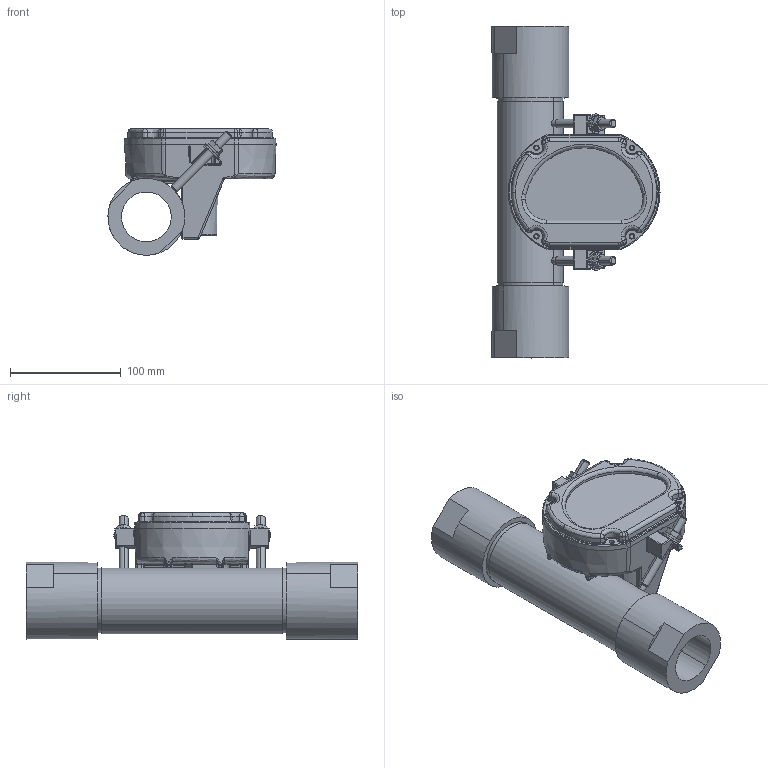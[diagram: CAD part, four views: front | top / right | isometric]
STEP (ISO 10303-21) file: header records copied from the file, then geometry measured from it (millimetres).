
FILE_DESCRIPTION (( 'STEP AP203' ), '1' );
FILE_NAME ('3809G-D-12-A-1-A-0.STEP', '2020-04-03T13:32:38', ( '' ), ( '' ), 'SwSTEP 2.0', 'SolidWorks 2019', '' );
FILE_SCHEMA (( 'CONFIG_CONTROL_DESIGN' ));
Length unit declared in the file: inch
Products named in the file (2): 3809G-D-12-A-1-A-0
Bounding box: 151.95 x 300 x 114.33 mm (x, y, z)
Volume: 616927 mm3; surface area: 263606.4 mm2
Topology: 15 solids, 15 shells, 1122 faces, 2621 edges, 1505 vertices
Faces by surface type: bspline 481, cylinder 296, cone 182, plane 159, torus 4
Entity records: 44536 total; most frequent: CARTESIAN_POINT 21541, ORIENTED_EDGE 5130, DIRECTION 4458, EDGE_CURVE 2565, AXIS2_PLACEMENT_3D 1878, VERTEX_POINT 1505, CIRCLE 1235, EDGE_LOOP 1188
